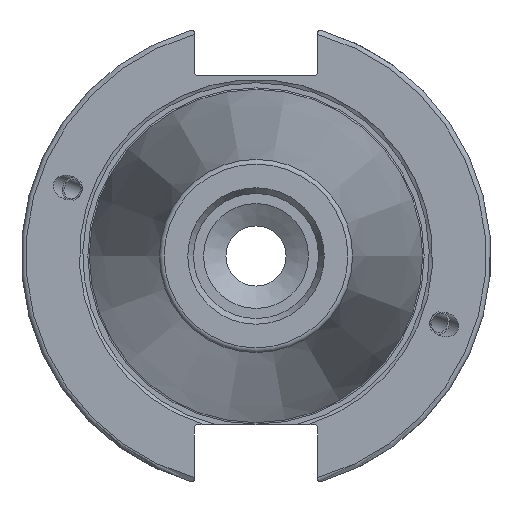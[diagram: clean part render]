
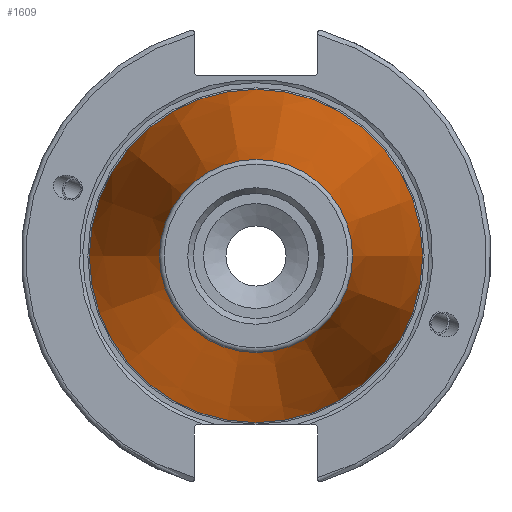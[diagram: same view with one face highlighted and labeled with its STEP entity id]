
A CAD part, left-side view. The second image highlights one B-rep face of the part: STEP entity #1609.
In plain terms, the highlighted conical face has half-angle 8.297 degrees and reference radius 27.517 mm.
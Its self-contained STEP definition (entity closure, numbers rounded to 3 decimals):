
#52=CONICAL_SURFACE('',#1790,27.517,0.145);
#176=FACE_OUTER_BOUND('',#284,.T.);
#284=EDGE_LOOP('',(#1372,#1373,#1374,#1375,#1376));
#436=LINE('',#3242,#530);
#530=VECTOR('',#2169,27.517);
#613=CIRCLE('',#1784,20.233);
#614=CIRCLE('',#1785,20.233);
#618=CIRCLE('',#1791,34.925);
#778=VERTEX_POINT('',#3229);
#779=VERTEX_POINT('',#3230);
#782=VERTEX_POINT('',#3240);
#992=EDGE_CURVE('',#778,#779,#613,.T.);
#993=EDGE_CURVE('',#779,#778,#614,.T.);
#997=EDGE_CURVE('',#782,#782,#618,.T.);
#998=EDGE_CURVE('',#782,#779,#436,.T.);
#1372=ORIENTED_EDGE('',*,*,#997,.F.);
#1373=ORIENTED_EDGE('',*,*,#998,.T.);
#1374=ORIENTED_EDGE('',*,*,#992,.F.);
#1375=ORIENTED_EDGE('',*,*,#993,.F.);
#1376=ORIENTED_EDGE('',*,*,#998,.F.);
#1609=ADVANCED_FACE('',(#176),#52,.T.);
#1784=AXIS2_PLACEMENT_3D('',#3231,#2153,#2154);
#1785=AXIS2_PLACEMENT_3D('',#3232,#2155,#2156);
#1790=AXIS2_PLACEMENT_3D('',#3239,#2165,#2166);
#1791=AXIS2_PLACEMENT_3D('',#3241,#2167,#2168);
#2153=DIRECTION('center_axis',(-1.,0.,0.));
#2154=DIRECTION('ref_axis',(0.,-1.,0.));
#2155=DIRECTION('center_axis',(-1.,0.,0.));
#2156=DIRECTION('ref_axis',(0.,-1.,0.));
#2165=DIRECTION('center_axis',(1.,0.,0.));
#2166=DIRECTION('ref_axis',(0.,1.,0.));
#2167=DIRECTION('center_axis',(1.,0.,0.));
#2168=DIRECTION('ref_axis',(0.,0.,-1.));
#2169=DIRECTION('',(-0.99,0.144,0.));
#3229=CARTESIAN_POINT('',(-100.744,0.,20.233));
#3230=CARTESIAN_POINT('',(-100.744,-20.233,0.));
#3231=CARTESIAN_POINT('Origin',(-100.744,0.,0.));
#3232=CARTESIAN_POINT('Origin',(-100.744,0.,0.));
#3239=CARTESIAN_POINT('Origin',(-50.8,0.,0.));
#3240=CARTESIAN_POINT('',(0.,-34.925,0.));
#3241=CARTESIAN_POINT('Origin',(0.,0.,0.));
#3242=CARTESIAN_POINT('',(-50.8,-27.517,0.));
